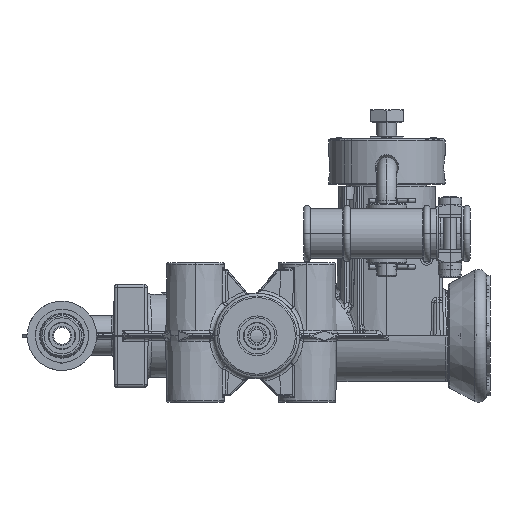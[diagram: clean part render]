
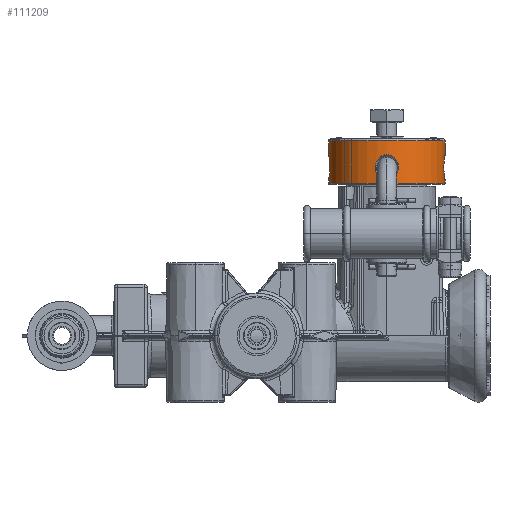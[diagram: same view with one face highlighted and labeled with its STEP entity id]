
A CAD part, left-side view. The second image highlights one B-rep face of the part: STEP entity #111209.
In plain terms, the highlighted cylindrical face has radius 17.5 mm (diameter 35 mm), a partial arc.
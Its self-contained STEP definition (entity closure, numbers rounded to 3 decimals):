
#94606=DIRECTION('',(0.,0.,1.));
#94607=VECTOR('',#94606,4.196);
#94608=CARTESIAN_POINT('',(0.,17.5,-4.796));
#94609=LINE('',#94608,#94607);
#94613=DIRECTION('',(0.,0.,1.));
#94614=VECTOR('',#94613,4.196);
#94615=CARTESIAN_POINT('',(0.,-17.5,-4.796));
#94616=LINE('',#94615,#94614);
#94650=DIRECTION('',(0.,0.,1.));
#94651=VECTOR('',#94650,1.196);
#94652=CARTESIAN_POINT('',(0.,-17.5,-13.4));
#94653=LINE('',#94652,#94651);
#94657=DIRECTION('',(0.,0.,1.));
#94658=VECTOR('',#94657,1.196);
#94659=CARTESIAN_POINT('',(0.,17.5,-13.4));
#94660=LINE('',#94659,#94658);
#94768=CARTESIAN_POINT('',(17.146,-3.5,
-8.5));
#94769=CARTESIAN_POINT('',(17.146,-3.5,
-8.839));
#94770=CARTESIAN_POINT('',(17.164,-3.416,
-9.49));
#94771=CARTESIAN_POINT('',(17.236,-3.044,
-10.417));
#94772=CARTESIAN_POINT('',(17.331,-2.459,
-11.195));
#94773=CARTESIAN_POINT('',(17.422,-1.716,
-11.775));
#94774=CARTESIAN_POINT('',(17.485,-0.878,
-12.126));
#94775=CARTESIAN_POINT('',(17.507,0.,
-12.243));
#94776=CARTESIAN_POINT('',(17.485,0.878,
-12.126));
#94777=CARTESIAN_POINT('',(17.422,1.716,
-11.775));
#94778=CARTESIAN_POINT('',(17.331,2.459,
-11.195));
#94779=CARTESIAN_POINT('',(17.236,3.044,
-10.417));
#94780=CARTESIAN_POINT('',(17.164,3.416,
-9.49));
#94781=CARTESIAN_POINT('',(17.146,3.5,
-8.839));
#94782=CARTESIAN_POINT('',(17.146,3.5,
-8.5));
#94787=CARTESIAN_POINT('',(17.146,3.5,
-8.5));
#94788=CARTESIAN_POINT('',(17.146,3.5,
-8.161));
#94789=CARTESIAN_POINT('',(17.164,3.416,
-7.51));
#94790=CARTESIAN_POINT('',(17.236,3.044,
-6.583));
#94791=CARTESIAN_POINT('',(17.331,2.459,
-5.805));
#94792=CARTESIAN_POINT('',(17.422,1.716,
-5.225));
#94793=CARTESIAN_POINT('',(17.485,0.878,
-4.874));
#94794=CARTESIAN_POINT('',(17.507,0.,
-4.757));
#94795=CARTESIAN_POINT('',(17.485,-0.878,
-4.874));
#94796=CARTESIAN_POINT('',(17.422,-1.716,
-5.225));
#94797=CARTESIAN_POINT('',(17.331,-2.459,
-5.805));
#94798=CARTESIAN_POINT('',(17.236,-3.044,
-6.583));
#94799=CARTESIAN_POINT('',(17.164,-3.416,
-7.51));
#94800=CARTESIAN_POINT('',(17.146,-3.5,
-8.161));
#94801=CARTESIAN_POINT('',(17.146,-3.5,
-8.5));
#94806=CARTESIAN_POINT('',(0.,17.5,-12.204));
#94807=CARTESIAN_POINT('',(0.23,17.5,-12.204));
#94808=CARTESIAN_POINT('',(0.687,17.491,
-12.159));
#94809=CARTESIAN_POINT('',(1.412,17.447,
-11.919));
#94810=CARTESIAN_POINT('',(2.022,17.386,
-11.551));
#94811=CARTESIAN_POINT('',(2.542,17.317,
-11.079));
#94812=CARTESIAN_POINT('',(2.96,17.249,
-10.518));
#94813=CARTESIAN_POINT('',(3.27,17.192,
-9.882));
#94814=CARTESIAN_POINT('',(3.458,17.155,
-9.199));
#94815=CARTESIAN_POINT('',(3.5,17.146,
-8.736));
#94816=CARTESIAN_POINT('',(3.5,17.146,
-8.5));
#94821=CARTESIAN_POINT('',(3.5,-17.146,
-8.5));
#94822=CARTESIAN_POINT('',(3.5,-17.146,
-8.736));
#94823=CARTESIAN_POINT('',(3.458,-17.155,
-9.199));
#94824=CARTESIAN_POINT('',(3.27,-17.192,
-9.882));
#94825=CARTESIAN_POINT('',(2.96,-17.249,
-10.517));
#94826=CARTESIAN_POINT('',(2.542,-17.317,
-11.079));
#94827=CARTESIAN_POINT('',(2.023,-17.386,
-11.551));
#94828=CARTESIAN_POINT('',(1.412,-17.447,
-11.919));
#94829=CARTESIAN_POINT('',(0.687,-17.491,
-12.159));
#94830=CARTESIAN_POINT('',(0.23,-17.5,-12.204));
#94831=CARTESIAN_POINT('',(0.,-17.5,-12.204));
#94836=CARTESIAN_POINT('',(0.,-17.5,-4.796));
#94837=CARTESIAN_POINT('',(0.229,-17.5,-4.796));
#94838=CARTESIAN_POINT('',(0.684,-17.492,
-4.84));
#94839=CARTESIAN_POINT('',(1.407,-17.448,
-5.079));
#94840=CARTESIAN_POINT('',(2.02,-17.386,
-5.447));
#94841=CARTESIAN_POINT('',(2.541,-17.317,
-5.921));
#94842=CARTESIAN_POINT('',(2.96,-17.249,
-6.482));
#94843=CARTESIAN_POINT('',(3.27,-17.192,
-7.117));
#94844=CARTESIAN_POINT('',(3.458,-17.155,
-7.801));
#94845=CARTESIAN_POINT('',(3.5,-17.146,
-8.264));
#94846=CARTESIAN_POINT('',(3.5,-17.146,
-8.5));
#94851=CARTESIAN_POINT('',(3.5,17.146,
-8.5));
#94852=CARTESIAN_POINT('',(3.5,17.146,
-8.264));
#94853=CARTESIAN_POINT('',(3.458,17.155,
-7.801));
#94854=CARTESIAN_POINT('',(3.27,17.192,
-7.117));
#94855=CARTESIAN_POINT('',(2.96,17.249,
-6.482));
#94856=CARTESIAN_POINT('',(2.541,17.317,
-5.921));
#94857=CARTESIAN_POINT('',(2.02,17.386,
-5.447));
#94858=CARTESIAN_POINT('',(1.407,17.448,
-5.079));
#94859=CARTESIAN_POINT('',(0.684,17.492,
-4.84));
#94860=CARTESIAN_POINT('',(0.229,17.5,-4.796));
#94861=CARTESIAN_POINT('',(0.,17.5,-4.796));
#98313=CARTESIAN_POINT('',(0.,0.,-0.6));
#98314=DIRECTION('',(0.,0.,1.));
#98315=DIRECTION('',(0.,-1.,0.));
#98316=AXIS2_PLACEMENT_3D('',#98313,#98314,#98315);
#106758=CARTESIAN_POINT('',(0.,0.,-13.4));
#106759=DIRECTION('',(0.,0.,1.));
#106760=DIRECTION('',(0.,-1.,0.));
#106761=AXIS2_PLACEMENT_3D('',#106758,#106759,#106760);
#108016=CARTESIAN_POINT('',(0.,17.5,-13.4));
#108017=CARTESIAN_POINT('',(0.,-17.5,-13.4));
#108018=VERTEX_POINT('',#108016);
#108019=VERTEX_POINT('',#108017);
#108024=CARTESIAN_POINT('',(0.,17.5,-0.6));
#108025=CARTESIAN_POINT('',(0.,-17.5,-0.6));
#108026=VERTEX_POINT('',#108024);
#108027=VERTEX_POINT('',#108025);
#108132=CARTESIAN_POINT('',(17.146,3.5,
-8.5));
#108134=VERTEX_POINT('',#108132);
#108140=CARTESIAN_POINT('',(17.146,-3.5,
-8.5));
#108142=VERTEX_POINT('',#108140);
#108145=CARTESIAN_POINT('',(3.5,17.146,
-8.5));
#108147=VERTEX_POINT('',#108145);
#108148=CARTESIAN_POINT('',(3.5,-17.146,
-8.5));
#108150=VERTEX_POINT('',#108148);
#108160=VERTEX_POINT('',#94806);
#108161=VERTEX_POINT('',#94831);
#108162=VERTEX_POINT('',#94861);
#108163=VERTEX_POINT('',#94836);
#111181=CARTESIAN_POINT('',(0.,0.,2.56));
#111182=DIRECTION('',(0.,0.,-1.));
#111183=DIRECTION('',(0.,-1.,0.));
#111184=AXIS2_PLACEMENT_3D('',#111181,#111182,#111183);
#111185=CYLINDRICAL_SURFACE('',#111184,17.5);
#111187=ORIENTED_EDGE('',*,*,#111186,.F.);
#111188=ORIENTED_EDGE('',*,*,#111043,.F.);
#111190=ORIENTED_EDGE('',*,*,#111189,.F.);
#111191=ORIENTED_EDGE('',*,*,#111040,.T.);
#111193=ORIENTED_EDGE('',*,*,#111192,.F.);
#111195=ORIENTED_EDGE('',*,*,#111194,.F.);
#111196=ORIENTED_EDGE('',*,*,#111034,.T.);
#111198=ORIENTED_EDGE('',*,*,#111197,.T.);
#111199=ORIENTED_EDGE('',*,*,#111030,.F.);
#111201=ORIENTED_EDGE('',*,*,#111200,.F.);
#111202=EDGE_LOOP('',(#111187,#111188,#111190,#111191,#111193,#111195,#111196,
#111198,#111199,#111201));
#111203=FACE_OUTER_BOUND('',#111202,.F.);
#111204=ORIENTED_EDGE('',*,*,#111171,.T.);
#111206=ORIENTED_EDGE('',*,*,#111205,.T.);
#111207=EDGE_LOOP('',(#111204,#111206));
#111208=FACE_BOUND('',#111207,.F.);
#111209=ADVANCED_FACE('',(#111203,#111208),#111185,.T.);
#94783=B_SPLINE_CURVE_WITH_KNOTS('',3,(#94768,#94769,#94770,#94771,#94772,
#94773,#94774,#94775,#94776,#94777,#94778,#94779,#94780,#94781,#94782),
.UNSPECIFIED.,.F.,.F.,(4,1,1,1,1,1,1,1,1,1,1,1,4),(0.,0.083,
0.167,0.25,0.333,0.417,0.5,
0.583,0.667,0.75,0.833,0.917,
1.),.UNSPECIFIED.);
#94802=B_SPLINE_CURVE_WITH_KNOTS('',3,(#94787,#94788,#94789,#94790,#94791,
#94792,#94793,#94794,#94795,#94796,#94797,#94798,#94799,#94800,#94801),
.UNSPECIFIED.,.F.,.F.,(4,1,1,1,1,1,1,1,1,1,1,1,4),(0.,0.083,
0.167,0.25,0.333,0.417,0.5,
0.583,0.667,0.75,0.833,0.917,
1.),.UNSPECIFIED.);
#94817=B_SPLINE_CURVE_WITH_KNOTS('',3,(#94806,#94807,#94808,#94809,#94810,
#94811,#94812,#94813,#94814,#94815,#94816),.UNSPECIFIED.,.F.,.F.,(4,1,1,1,1,1,1,
1,4),(0.,0.125,0.25,0.375,0.5,0.625,0.75,0.875,1.),
.UNSPECIFIED.);
#94832=B_SPLINE_CURVE_WITH_KNOTS('',3,(#94821,#94822,#94823,#94824,#94825,
#94826,#94827,#94828,#94829,#94830,#94831),.UNSPECIFIED.,.F.,.F.,(4,1,1,1,1,1,1,
1,4),(0.,0.125,0.25,0.375,0.5,0.625,0.75,0.875,1.),
.UNSPECIFIED.);
#94847=B_SPLINE_CURVE_WITH_KNOTS('',3,(#94836,#94837,#94838,#94839,#94840,
#94841,#94842,#94843,#94844,#94845,#94846),.UNSPECIFIED.,.F.,.F.,(4,1,1,1,1,1,1,
1,4),(0.,0.125,0.25,0.375,0.5,0.625,0.75,0.875,1.),
.UNSPECIFIED.);
#94862=B_SPLINE_CURVE_WITH_KNOTS('',3,(#94851,#94852,#94853,#94854,#94855,
#94856,#94857,#94858,#94859,#94860,#94861),.UNSPECIFIED.,.F.,.F.,(4,1,1,1,1,1,1,
1,4),(0.,0.125,0.25,0.375,0.5,0.625,0.75,0.875,1.),
.UNSPECIFIED.);
#98317=CIRCLE('',#98316,17.5);
#106762=CIRCLE('',#106761,17.5);
#111030=EDGE_CURVE('',#108162,#108026,#94609,.T.);
#111034=EDGE_CURVE('',#108163,#108027,#94616,.T.);
#111040=EDGE_CURVE('',#108019,#108161,#94653,.T.);
#111043=EDGE_CURVE('',#108018,#108160,#94660,.T.);
#111171=EDGE_CURVE('',#108142,#108134,#94783,.T.);
#111186=EDGE_CURVE('',#108160,#108147,#94817,.T.);
#111189=EDGE_CURVE('',#108019,#108018,#106762,.T.);
#111192=EDGE_CURVE('',#108150,#108161,#94832,.T.);
#111194=EDGE_CURVE('',#108163,#108150,#94847,.T.);
#111197=EDGE_CURVE('',#108027,#108026,#98317,.T.);
#111200=EDGE_CURVE('',#108147,#108162,#94862,.T.);
#111205=EDGE_CURVE('',#108134,#108142,#94802,.T.);
